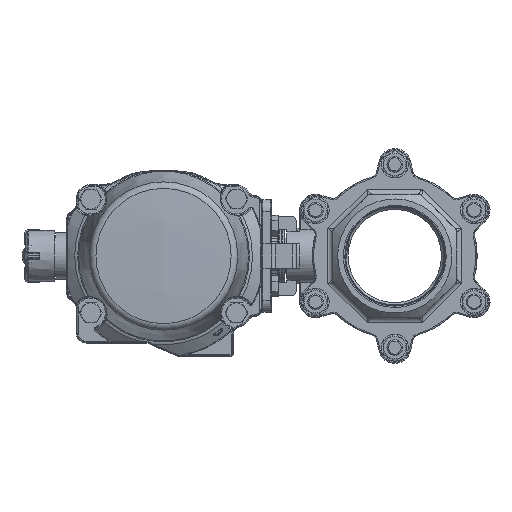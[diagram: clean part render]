
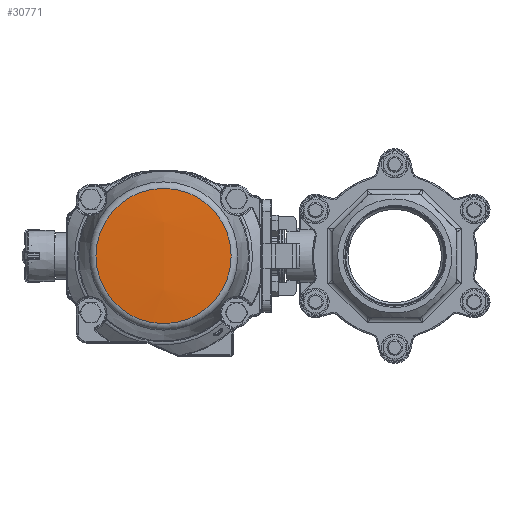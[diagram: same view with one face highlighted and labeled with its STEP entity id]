
A CAD part, left-side view. The second image highlights one B-rep face of the part: STEP entity #30771.
In plain terms, the highlighted spherical face has radius 693 mm.
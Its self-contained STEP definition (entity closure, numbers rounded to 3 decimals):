
#20=SPHERICAL_SURFACE('',#33543,693.);
#13462=ORIENTED_EDGE('',*,*,#19077,.F.);
#19077=EDGE_CURVE('',#22423,#22423,#23984,.T.);
#22423=VERTEX_POINT('',#103548);
#23984=CIRCLE('',#33542,55.109);
#26089=EDGE_LOOP('',(#13462));
#28317=FACE_BOUND('',#26089,.T.);
#30771=ADVANCED_FACE('',(#28317),#20,.T.);
#33542=AXIS2_PLACEMENT_3D('',#103547,#40085,#40086);
#33543=AXIS2_PLACEMENT_3D('',#103549,#40087,#40088);
#40085=DIRECTION('',(0.,0.,-1.));
#40086=DIRECTION('',(-1.,0.,0.));
#40087=DIRECTION('',(0.,-1.,0.));
#40088=DIRECTION('',(1.,0.,0.));
#103547=CARTESIAN_POINT('',(0.,0.,173.305));
#103548=CARTESIAN_POINT('',(-55.109,0.,173.305));
#103549=CARTESIAN_POINT('',(0.,0.,-517.5));
